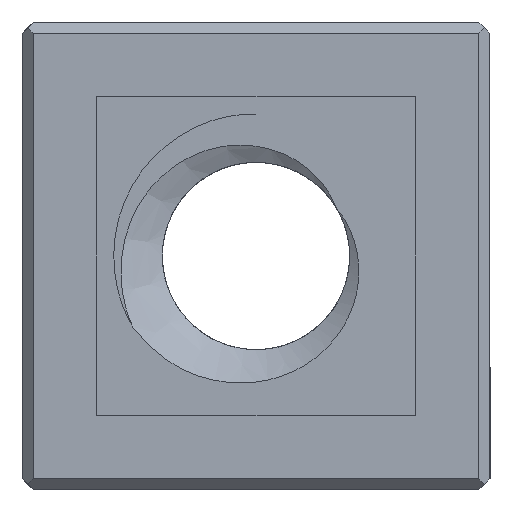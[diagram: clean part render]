
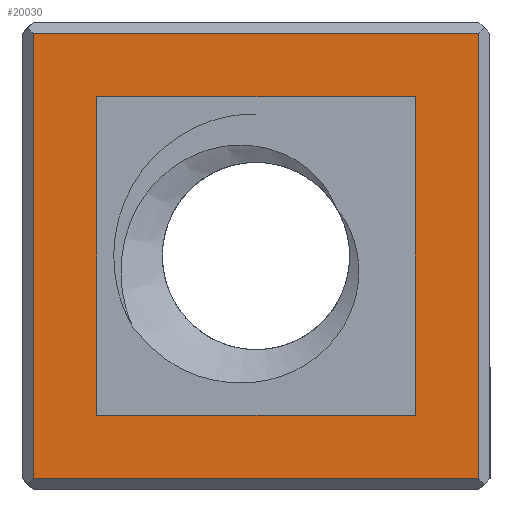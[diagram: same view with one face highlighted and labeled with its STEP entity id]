
A CAD part, left-side view. The second image highlights one B-rep face of the part: STEP entity #20030.
In plain terms, the highlighted planar face has unit normal (-1, 0, 0).
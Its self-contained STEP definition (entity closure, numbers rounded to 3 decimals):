
#5552 = PLANE('',#5553);
#5553 = AXIS2_PLACEMENT_3D('',#5554,#5555,#5556);
#5554 = CARTESIAN_POINT('',(0.,12.5,0.));
#5555 = DIRECTION('',(1.,0.,0.));
#5556 = DIRECTION('',(0.,-1.,0.));
#17039 = EDGE_CURVE('',#17040,#17042,#17044,.T.);
#17040 = VERTEX_POINT('',#17041);
#17041 = CARTESIAN_POINT('',(0.,2.,10.5));
#17042 = VERTEX_POINT('',#17043);
#17043 = CARTESIAN_POINT('',(0.,10.5,10.5));
#17044 = SURFACE_CURVE('',#17045,(#17049,#17056),.PCURVE_S1.);
#17045 = LINE('',#17046,#17047);
#17046 = CARTESIAN_POINT('',(0.,2.,10.5));
#17047 = VECTOR('',#17048,1.);
#17048 = DIRECTION('',(0.,1.,0.));
#17049 = PCURVE('',#5552,#17050);
#17050 = DEFINITIONAL_REPRESENTATION('',(#17051),#17055);
#17051 = LINE('',#17052,#17053);
#17052 = CARTESIAN_POINT('',(10.5,-10.5));
#17053 = VECTOR('',#17054,1.);
#17054 = DIRECTION('',(-1.,0.));
#17055 = ( GEOMETRIC_REPRESENTATION_CONTEXT(2) 
PARAMETRIC_REPRESENTATION_CONTEXT() REPRESENTATION_CONTEXT('2D SPACE',''
  ) );
#17056 = PCURVE('',#17057,#17062);
#17057 = PLANE('',#17058);
#17058 = AXIS2_PLACEMENT_3D('',#17059,#17060,#17061);
#17059 = CARTESIAN_POINT('',(0.,12.5,0.));
#17060 = DIRECTION('',(1.,0.,0.));
#17061 = DIRECTION('',(0.,-1.,0.));
#17062 = DEFINITIONAL_REPRESENTATION('',(#17063),#17067);
#17063 = LINE('',#17064,#17065);
#17064 = CARTESIAN_POINT('',(10.5,-10.5));
#17065 = VECTOR('',#17066,1.);
#17066 = DIRECTION('',(-1.,0.));
#17067 = ( GEOMETRIC_REPRESENTATION_CONTEXT(2) 
PARAMETRIC_REPRESENTATION_CONTEXT() REPRESENTATION_CONTEXT('2D SPACE',''
  ) );
#17069 = EDGE_CURVE('',#17070,#17040,#17072,.T.);
#17070 = VERTEX_POINT('',#17071);
#17071 = CARTESIAN_POINT('',(0.,2.,2.));
#17072 = SURFACE_CURVE('',#17073,(#17077,#17084),.PCURVE_S1.);
#17073 = LINE('',#17074,#17075);
#17074 = CARTESIAN_POINT('',(0.,2.,2.));
#17075 = VECTOR('',#17076,1.);
#17076 = DIRECTION('',(0.,0.,1.));
#17077 = PCURVE('',#5552,#17078);
#17078 = DEFINITIONAL_REPRESENTATION('',(#17079),#17083);
#17079 = LINE('',#17080,#17081);
#17080 = CARTESIAN_POINT('',(10.5,-2.));
#17081 = VECTOR('',#17082,1.);
#17082 = DIRECTION('',(0.,-1.));
#17083 = ( GEOMETRIC_REPRESENTATION_CONTEXT(2) 
PARAMETRIC_REPRESENTATION_CONTEXT() REPRESENTATION_CONTEXT('2D SPACE',''
  ) );
#17084 = PCURVE('',#17057,#17085);
#17085 = DEFINITIONAL_REPRESENTATION('',(#17086),#17090);
#17086 = LINE('',#17087,#17088);
#17087 = CARTESIAN_POINT('',(10.5,-2.));
#17088 = VECTOR('',#17089,1.);
#17089 = DIRECTION('',(0.,-1.));
#17090 = ( GEOMETRIC_REPRESENTATION_CONTEXT(2) 
PARAMETRIC_REPRESENTATION_CONTEXT() REPRESENTATION_CONTEXT('2D SPACE',''
  ) );
#17092 = EDGE_CURVE('',#17070,#17093,#17095,.T.);
#17093 = VERTEX_POINT('',#17094);
#17094 = CARTESIAN_POINT('',(0.,10.5,2.));
#17095 = SURFACE_CURVE('',#17096,(#17100,#17107),.PCURVE_S1.);
#17096 = LINE('',#17097,#17098);
#17097 = CARTESIAN_POINT('',(0.,2.,2.));
#17098 = VECTOR('',#17099,1.);
#17099 = DIRECTION('',(0.,1.,0.));
#17100 = PCURVE('',#5552,#17101);
#17101 = DEFINITIONAL_REPRESENTATION('',(#17102),#17106);
#17102 = LINE('',#17103,#17104);
#17103 = CARTESIAN_POINT('',(10.5,-2.));
#17104 = VECTOR('',#17105,1.);
#17105 = DIRECTION('',(-1.,0.));
#17106 = ( GEOMETRIC_REPRESENTATION_CONTEXT(2) 
PARAMETRIC_REPRESENTATION_CONTEXT() REPRESENTATION_CONTEXT('2D SPACE',''
  ) );
#17107 = PCURVE('',#17057,#17108);
#17108 = DEFINITIONAL_REPRESENTATION('',(#17109),#17113);
#17109 = LINE('',#17110,#17111);
#17110 = CARTESIAN_POINT('',(10.5,-2.));
#17111 = VECTOR('',#17112,1.);
#17112 = DIRECTION('',(-1.,0.));
#17113 = ( GEOMETRIC_REPRESENTATION_CONTEXT(2) 
PARAMETRIC_REPRESENTATION_CONTEXT() REPRESENTATION_CONTEXT('2D SPACE',''
  ) );
#17115 = EDGE_CURVE('',#17093,#17042,#17116,.T.);
#17116 = SURFACE_CURVE('',#17117,(#17121,#17128),.PCURVE_S1.);
#17117 = LINE('',#17118,#17119);
#17118 = CARTESIAN_POINT('',(0.,10.5,2.));
#17119 = VECTOR('',#17120,1.);
#17120 = DIRECTION('',(0.,0.,1.));
#17121 = PCURVE('',#5552,#17122);
#17122 = DEFINITIONAL_REPRESENTATION('',(#17123),#17127);
#17123 = LINE('',#17124,#17125);
#17124 = CARTESIAN_POINT('',(2.,-2.));
#17125 = VECTOR('',#17126,1.);
#17126 = DIRECTION('',(0.,-1.));
#17127 = ( GEOMETRIC_REPRESENTATION_CONTEXT(2) 
PARAMETRIC_REPRESENTATION_CONTEXT() REPRESENTATION_CONTEXT('2D SPACE',''
  ) );
#17128 = PCURVE('',#17057,#17129);
#17129 = DEFINITIONAL_REPRESENTATION('',(#17130),#17134);
#17130 = LINE('',#17131,#17132);
#17131 = CARTESIAN_POINT('',(2.,-2.));
#17132 = VECTOR('',#17133,1.);
#17133 = DIRECTION('',(0.,-1.));
#17134 = ( GEOMETRIC_REPRESENTATION_CONTEXT(2) 
PARAMETRIC_REPRESENTATION_CONTEXT() REPRESENTATION_CONTEXT('2D SPACE',''
  ) );
#20030 = ADVANCED_FACE('',(#20031,#20145),#17057,.F.);
#20031 = FACE_BOUND('',#20032,.F.);
#20032 = EDGE_LOOP('',(#20033,#20063,#20091,#20119));
#20033 = ORIENTED_EDGE('',*,*,#20034,.F.);
#20034 = EDGE_CURVE('',#20035,#20037,#20039,.T.);
#20035 = VERTEX_POINT('',#20036);
#20036 = CARTESIAN_POINT('',(0.,0.3,0.3));
#20037 = VERTEX_POINT('',#20038);
#20038 = CARTESIAN_POINT('',(0.,0.3,12.2));
#20039 = SURFACE_CURVE('',#20040,(#20044,#20051),.PCURVE_S1.);
#20040 = LINE('',#20041,#20042);
#20041 = CARTESIAN_POINT('',(0.,0.3,0.));
#20042 = VECTOR('',#20043,1.);
#20043 = DIRECTION('',(0.,0.,1.));
#20044 = PCURVE('',#17057,#20045);
#20045 = DEFINITIONAL_REPRESENTATION('',(#20046),#20050);
#20046 = LINE('',#20047,#20048);
#20047 = CARTESIAN_POINT('',(12.2,0.));
#20048 = VECTOR('',#20049,1.);
#20049 = DIRECTION('',(0.,-1.));
#20050 = ( GEOMETRIC_REPRESENTATION_CONTEXT(2) 
PARAMETRIC_REPRESENTATION_CONTEXT() REPRESENTATION_CONTEXT('2D SPACE',''
  ) );
#20051 = PCURVE('',#20052,#20057);
#20052 = PLANE('',#20053);
#20053 = AXIS2_PLACEMENT_3D('',#20054,#20055,#20056);
#20054 = CARTESIAN_POINT('',(0.3,0.,0.));
#20055 = DIRECTION('',(-0.707,-0.707,0.));
#20056 = DIRECTION('',(-0.707,0.707,0.));
#20057 = DEFINITIONAL_REPRESENTATION('',(#20058),#20062);
#20058 = LINE('',#20059,#20060);
#20059 = CARTESIAN_POINT('',(0.424,0.));
#20060 = VECTOR('',#20061,1.);
#20061 = DIRECTION('',(0.,-1.));
#20062 = ( GEOMETRIC_REPRESENTATION_CONTEXT(2) 
PARAMETRIC_REPRESENTATION_CONTEXT() REPRESENTATION_CONTEXT('2D SPACE',''
  ) );
#20063 = ORIENTED_EDGE('',*,*,#20064,.T.);
#20064 = EDGE_CURVE('',#20035,#20065,#20067,.T.);
#20065 = VERTEX_POINT('',#20066);
#20066 = CARTESIAN_POINT('',(0.,12.2,0.3));
#20067 = SURFACE_CURVE('',#20068,(#20072,#20079),.PCURVE_S1.);
#20068 = LINE('',#20069,#20070);
#20069 = CARTESIAN_POINT('',(0.,0.,0.3));
#20070 = VECTOR('',#20071,1.);
#20071 = DIRECTION('',(0.,1.,0.));
#20072 = PCURVE('',#17057,#20073);
#20073 = DEFINITIONAL_REPRESENTATION('',(#20074),#20078);
#20074 = LINE('',#20075,#20076);
#20075 = CARTESIAN_POINT('',(12.5,-0.3));
#20076 = VECTOR('',#20077,1.);
#20077 = DIRECTION('',(-1.,0.));
#20078 = ( GEOMETRIC_REPRESENTATION_CONTEXT(2) 
PARAMETRIC_REPRESENTATION_CONTEXT() REPRESENTATION_CONTEXT('2D SPACE',''
  ) );
#20079 = PCURVE('',#20080,#20085);
#20080 = PLANE('',#20081);
#20081 = AXIS2_PLACEMENT_3D('',#20082,#20083,#20084);
#20082 = CARTESIAN_POINT('',(0.,0.,0.3));
#20083 = DIRECTION('',(-0.707,0.,
    -0.707));
#20084 = DIRECTION('',(0.707,0.,-0.707
    ));
#20085 = DEFINITIONAL_REPRESENTATION('',(#20086),#20090);
#20086 = LINE('',#20087,#20088);
#20087 = CARTESIAN_POINT('',(0.,0.));
#20088 = VECTOR('',#20089,1.);
#20089 = DIRECTION('',(0.,-1.));
#20090 = ( GEOMETRIC_REPRESENTATION_CONTEXT(2) 
PARAMETRIC_REPRESENTATION_CONTEXT() REPRESENTATION_CONTEXT('2D SPACE',''
  ) );
#20091 = ORIENTED_EDGE('',*,*,#20092,.T.);
#20092 = EDGE_CURVE('',#20065,#20093,#20095,.T.);
#20093 = VERTEX_POINT('',#20094);
#20094 = CARTESIAN_POINT('',(0.,12.2,12.2));
#20095 = SURFACE_CURVE('',#20096,(#20100,#20107),.PCURVE_S1.);
#20096 = LINE('',#20097,#20098);
#20097 = CARTESIAN_POINT('',(0.,12.2,0.));
#20098 = VECTOR('',#20099,1.);
#20099 = DIRECTION('',(0.,0.,1.));
#20100 = PCURVE('',#17057,#20101);
#20101 = DEFINITIONAL_REPRESENTATION('',(#20102),#20106);
#20102 = LINE('',#20103,#20104);
#20103 = CARTESIAN_POINT('',(0.3,0.));
#20104 = VECTOR('',#20105,1.);
#20105 = DIRECTION('',(0.,-1.));
#20106 = ( GEOMETRIC_REPRESENTATION_CONTEXT(2) 
PARAMETRIC_REPRESENTATION_CONTEXT() REPRESENTATION_CONTEXT('2D SPACE',''
  ) );
#20107 = PCURVE('',#20108,#20113);
#20108 = PLANE('',#20109);
#20109 = AXIS2_PLACEMENT_3D('',#20110,#20111,#20112);
#20110 = CARTESIAN_POINT('',(0.3,12.5,0.));
#20111 = DIRECTION('',(0.707,-0.707,0.));
#20112 = DIRECTION('',(-0.707,-0.707,0.));
#20113 = DEFINITIONAL_REPRESENTATION('',(#20114),#20118);
#20114 = LINE('',#20115,#20116);
#20115 = CARTESIAN_POINT('',(0.424,0.));
#20116 = VECTOR('',#20117,1.);
#20117 = DIRECTION('',(0.,-1.));
#20118 = ( GEOMETRIC_REPRESENTATION_CONTEXT(2) 
PARAMETRIC_REPRESENTATION_CONTEXT() REPRESENTATION_CONTEXT('2D SPACE',''
  ) );
#20119 = ORIENTED_EDGE('',*,*,#20120,.F.);
#20120 = EDGE_CURVE('',#20037,#20093,#20121,.T.);
#20121 = SURFACE_CURVE('',#20122,(#20126,#20133),.PCURVE_S1.);
#20122 = LINE('',#20123,#20124);
#20123 = CARTESIAN_POINT('',(0.,0.,12.2));
#20124 = VECTOR('',#20125,1.);
#20125 = DIRECTION('',(0.,1.,0.));
#20126 = PCURVE('',#17057,#20127);
#20127 = DEFINITIONAL_REPRESENTATION('',(#20128),#20132);
#20128 = LINE('',#20129,#20130);
#20129 = CARTESIAN_POINT('',(12.5,-12.2));
#20130 = VECTOR('',#20131,1.);
#20131 = DIRECTION('',(-1.,0.));
#20132 = ( GEOMETRIC_REPRESENTATION_CONTEXT(2) 
PARAMETRIC_REPRESENTATION_CONTEXT() REPRESENTATION_CONTEXT('2D SPACE',''
  ) );
#20133 = PCURVE('',#20134,#20139);
#20134 = PLANE('',#20135);
#20135 = AXIS2_PLACEMENT_3D('',#20136,#20137,#20138);
#20136 = CARTESIAN_POINT('',(0.3,0.,12.5));
#20137 = DIRECTION('',(-0.707,0.,
    0.707));
#20138 = DIRECTION('',(-0.707,0.,
    -0.707));
#20139 = DEFINITIONAL_REPRESENTATION('',(#20140),#20144);
#20140 = LINE('',#20141,#20142);
#20141 = CARTESIAN_POINT('',(0.424,0.));
#20142 = VECTOR('',#20143,1.);
#20143 = DIRECTION('',(0.,-1.));
#20144 = ( GEOMETRIC_REPRESENTATION_CONTEXT(2) 
PARAMETRIC_REPRESENTATION_CONTEXT() REPRESENTATION_CONTEXT('2D SPACE',''
  ) );
#20145 = FACE_BOUND('',#20146,.F.);
#20146 = EDGE_LOOP('',(#20147,#20148,#20149,#20150));
#20147 = ORIENTED_EDGE('',*,*,#17069,.T.);
#20148 = ORIENTED_EDGE('',*,*,#17039,.T.);
#20149 = ORIENTED_EDGE('',*,*,#17115,.F.);
#20150 = ORIENTED_EDGE('',*,*,#17092,.F.);
